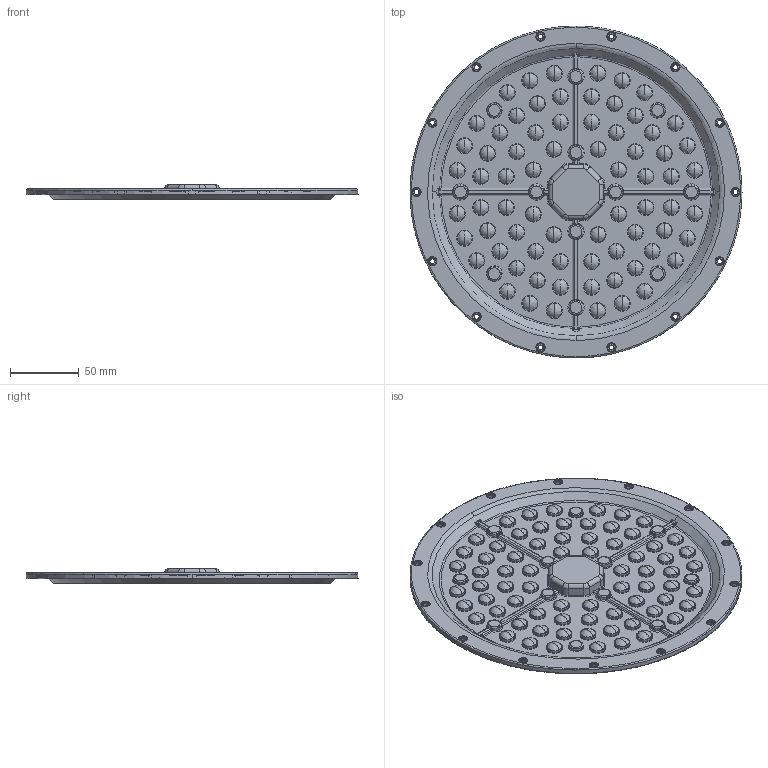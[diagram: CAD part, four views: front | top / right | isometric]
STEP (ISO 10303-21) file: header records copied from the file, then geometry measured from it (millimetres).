
FILE_DESCRIPTION (( 'STEP AP203' ), '1' );
FILE_NAME ('KH020-2_HX-UFO150W-90D_20190709-KH.stp', '2022-02-11T08:47:11', ( 'Windows 蚚誧' ), ( '' ), 'SwSTEP 2.0', 'SolidWorks 2019', '' );
FILE_SCHEMA (( 'CONFIG_CONTROL_DESIGN' ));
Length unit declared in the file: millimetre
Products named in the file (1): KH020-2_HX-UFO150W-90D_20190709-KH
Bounding box: 241.48 x 241.48 x 10.8 mm (x, y, z)
Volume: 115060.6 mm3; surface area: 117481.5 mm2
Topology: 1 solids, 73 shells, 2589 faces, 6131 edges, 3883 vertices
Faces by surface type: bspline 1331, cone 514, plane 446, cylinder 290, torus 8
Entity records: 132227 total; most frequent: CARTESIAN_POINT 80609, ORIENTED_EDGE 11958, DIRECTION 8992, EDGE_CURVE 5979, AXIS2_PLACEMENT_3D 3919, VERTEX_POINT 3883, EDGE_LOOP 2964, CIRCLE 2660
